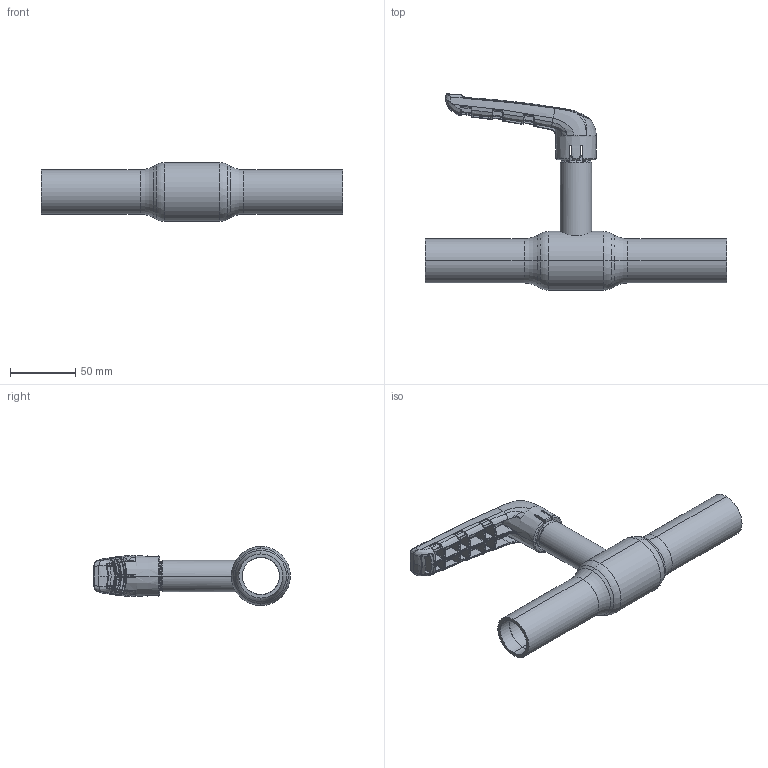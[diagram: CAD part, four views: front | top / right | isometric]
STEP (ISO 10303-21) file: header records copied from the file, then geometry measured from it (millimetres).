
FILE_DESCRIPTION (( 'STEP AP214' ), '1' );
FILE_NAME ('1025003001-2101.STEP', '2023-09-12T09:27:13', ( '' ), ( '' ), 'SwSTEP 2.0', 'SolidWorks 2021', '' );
FILE_SCHEMA (( 'AUTOMOTIVE_DESIGN' ));
Length unit declared in the file: millimetre
Products named in the file (1): 1025003001-2101
Bounding box: 230 x 150.21 x 45 mm (x, y, z)
Surface area: 61725.9 mm2 (no closed solid volume)
Topology: 0 solids, 6 shells, 651 faces, 2142 edges, 1402 vertices
Faces by surface type: bspline 539, plane 42, cylinder 28, cone 21, torus 17, sphere 4
Entity records: 52392 total; most frequent: CARTESIAN_POINT 31814, ORIENTED_EDGE 3439, EDGE_CURVE 2138, B_SPLINE_CURVE_WITH_KNOTS 1536, VERTEX_POINT 1402, DIRECTION 1297, EDGE_LOOP 666, UNCERTAINTY_MEASURE_WITH_UNIT 653
